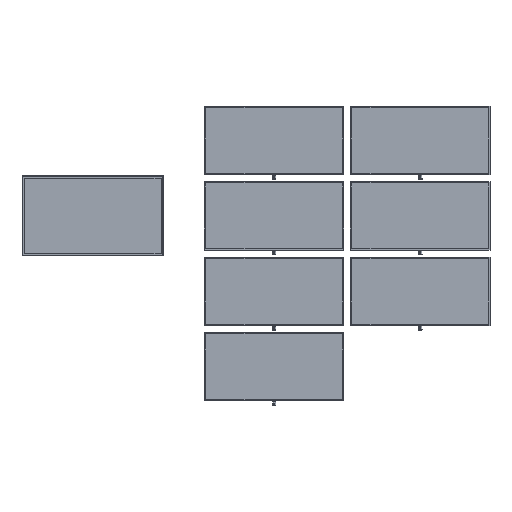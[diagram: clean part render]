
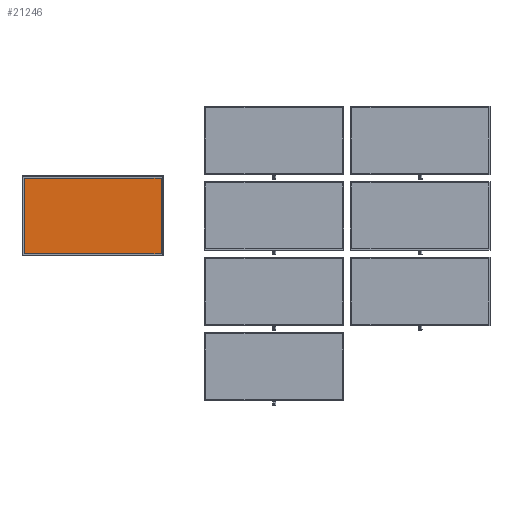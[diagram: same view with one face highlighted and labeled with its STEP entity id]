
A CAD part, top view. The second image highlights one B-rep face of the part: STEP entity #21246.
In plain terms, the highlighted planar face has unit normal (0, 0, 1).
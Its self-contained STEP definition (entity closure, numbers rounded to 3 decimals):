
#21145=CARTESIAN_POINT('',(145.,80.,50.5));
#21146=VERTEX_POINT('',#21145);
#21153=CARTESIAN_POINT('',(145.,-80.,50.5));
#21154=VERTEX_POINT('',#21153);
#21155=CARTESIAN_POINT('',(145.,80.,50.5));
#21156=DIRECTION('',(0.,-1.,0.));
#21157=VECTOR('',#21156,160.);
#21158=LINE('',#21155,#21157);
#21159=EDGE_CURVE('',#21146,#21154,#21158,.T.);
#21176=CARTESIAN_POINT('',(-145.,80.,50.5));
#21177=VERTEX_POINT('',#21176);
#21184=CARTESIAN_POINT('',(-145.,80.,50.5));
#21185=DIRECTION('',(1.,0.,-0.));
#21186=VECTOR('',#21185,290.);
#21187=LINE('',#21184,#21186);
#21188=EDGE_CURVE('',#21177,#21146,#21187,.T.);
#21200=CARTESIAN_POINT('',(-145.,-80.,50.5));
#21201=VERTEX_POINT('',#21200);
#21208=CARTESIAN_POINT('',(-145.,-80.,50.5));
#21209=DIRECTION('',(0.,1.,0.));
#21210=VECTOR('',#21209,160.);
#21211=LINE('',#21208,#21210);
#21212=EDGE_CURVE('',#21201,#21177,#21211,.T.);
#21225=CARTESIAN_POINT('',(145.,-80.,50.5));
#21226=DIRECTION('',(-1.,0.,0.));
#21227=VECTOR('',#21226,290.);
#21228=LINE('',#21225,#21227);
#21229=EDGE_CURVE('',#21154,#21201,#21228,.T.);
#21235=CARTESIAN_POINT('',(0.,0.,50.5));
#21236=DIRECTION('',(0.,0.,1.));
#21237=DIRECTION('',(1.,0.,0.));
#21238=AXIS2_PLACEMENT_3D('',#21235,#21236,#21237);
#21239=PLANE('',#21238);
#21240=ORIENTED_EDGE('',*,*,#21159,.F.);
#21241=ORIENTED_EDGE('',*,*,#21188,.F.);
#21242=ORIENTED_EDGE('',*,*,#21212,.F.);
#21243=ORIENTED_EDGE('',*,*,#21229,.F.);
#21244=EDGE_LOOP('',(#21240,#21241,#21242,#21243));
#21245=FACE_BOUND('',#21244,.T.);
#21246=ADVANCED_FACE('',(#21245),#21239,.T.);
